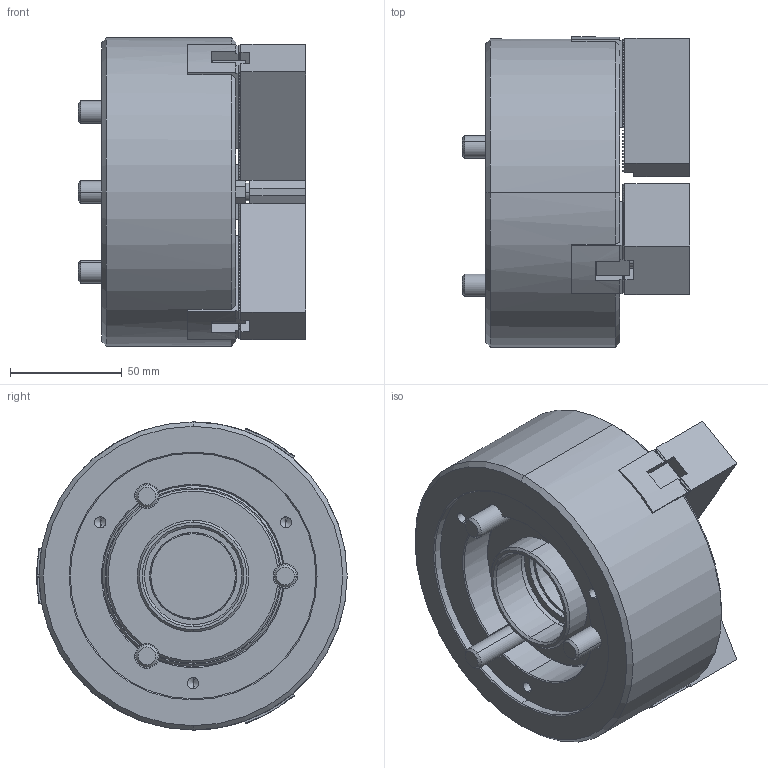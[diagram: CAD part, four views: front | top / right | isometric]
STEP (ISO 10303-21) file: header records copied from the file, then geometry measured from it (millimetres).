
FILE_DESCRIPTION (( 'STEP AP203' ), '1' );
FILE_NAME ('CF-3H-205.STEP', '2019-10-24T06:46:44', ( '' ), ( '' ), 'SwSTEP 2.0', 'SolidWorks 2016', '' );
FILE_SCHEMA (( 'CONFIG_CONTROL_DESIGN' ));
Length unit declared in the file: millimetre
Products named in the file (12): CF-3H-205-09000; CF-3H-204-04000(T型塊); SJ-05; 半圓頭六角孔螺栓_M4x8; CF-3H-205-01010; 圓頭內六角螺栓_M10x60; CF-3H-205-02010; 圓頭內六角螺栓_M8x20; CF-3H-205-03010; CF-3H-205; CF-3H-205-06010; CF-3H-205-07000
Assembly tree (26 placements, depth 2):
  CF-3H-205
    CF-3H-205-01010
    CF-3H-205-02010
    CF-3H-205-03010  x3
    CF-3H-205-06010
    CF-3H-205-07000
    CF-3H-205-09000
    CF-3H-204-04000(T型塊)  x3
    SJ-05  x3
    半圓頭六角孔螺栓_M4x8  x3
    圓頭內六角螺栓_M10x60  x3
    圓頭內六角螺栓_M8x20  x6
Bounding box: 101.75 x 138.98 x 138 mm (x, y, z)
Volume: 870576.9 mm3; surface area: 185994.8 mm2
Topology: 26 solids, 26 shells, 2280 faces, 6447 edges, 4230 vertices
Faces by surface type: plane 1552, cylinder 594, cone 128, torus 6
Entity records: 29381 total; most frequent: CARTESIAN_POINT 5902, ORIENTED_EDGE 4834, DIRECTION 4233, EDGE_CURVE 2417, LINE 1729, VECTOR 1729, VERTEX_POINT 1593, AXIS2_PLACEMENT_3D 1252
